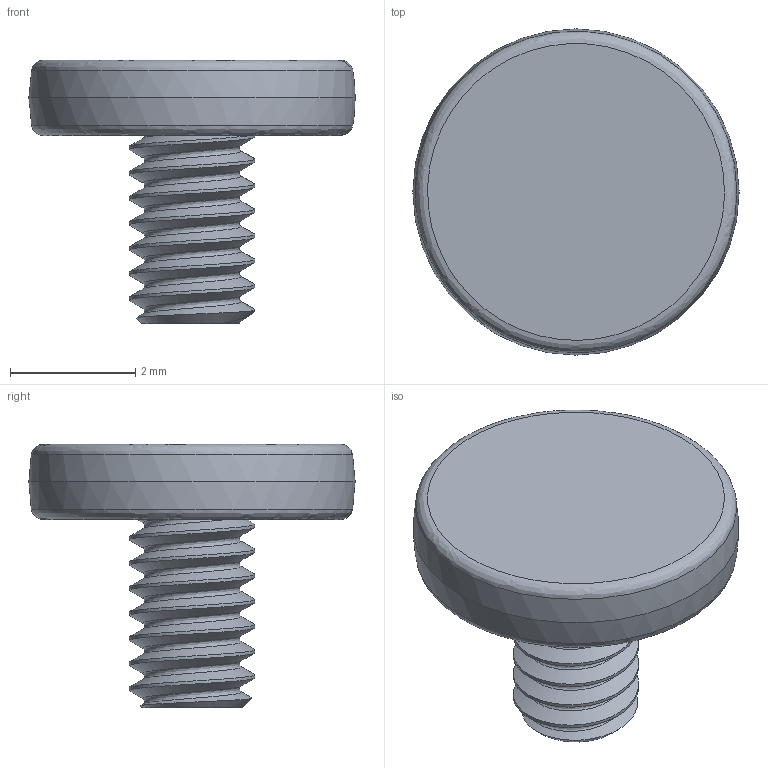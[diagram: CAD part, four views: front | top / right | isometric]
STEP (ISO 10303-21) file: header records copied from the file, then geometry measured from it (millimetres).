
FILE_DESCRIPTION(('FreeCAD Model'),'2;1');
FILE_NAME('M2_Screw.step','2021-03-12T16:48:16',('Author'),(''), 'Open CASCADE STEP processor 7.3','FreeCAD','Unknown');
FILE_SCHEMA(('AUTOMOTIVE_DESIGN { 1 0 10303 214 1 1 1 1 }'));
Length unit declared in the file: millimetre
Products named in the file (1): Fusion
Bounding box: 5.2 x 5.2 x 4.2 mm (x, y, z)
Volume: 32.1 mm3; surface area: 85.2 mm2
Topology: 1 solids, 1 shells, 44 faces, 89 edges, 48 vertices
Faces by surface type: bspline 28, cylinder 9, plane 3, sphere 2, cone 2
Full cylindrical faces by diameter (mm): 2 x7
Entity records: 8953 total; most frequent: CARTESIAN_POINT 7298, B_SPLINE_CURVE_WITH_KNOTS 192, ORIENTED_EDGE 178, PCURVE 178, DEFINITIONAL_REPRESENTATION 178, DIRECTION 93, EDGE_CURVE 89, SURFACE_CURVE 85
